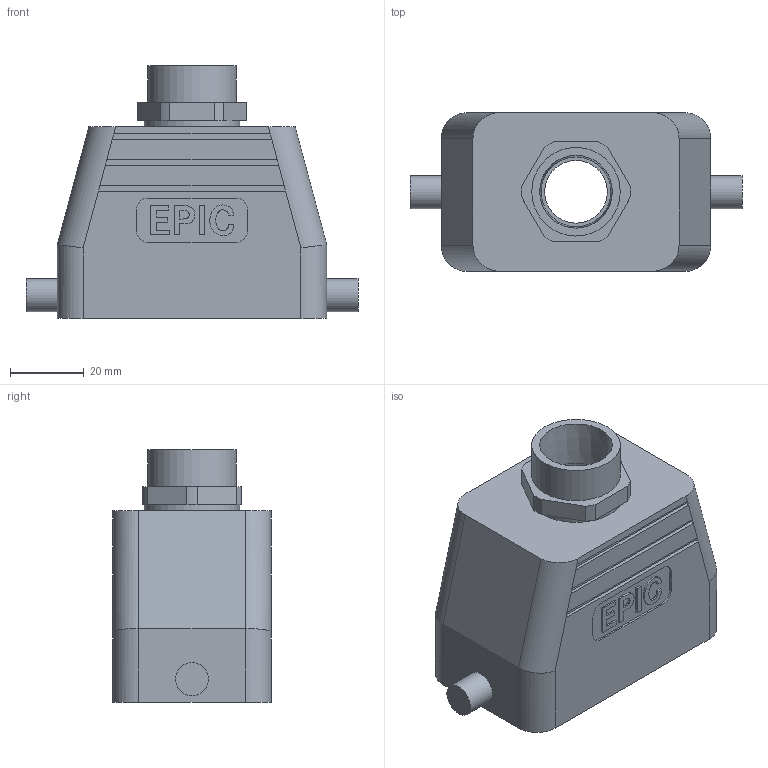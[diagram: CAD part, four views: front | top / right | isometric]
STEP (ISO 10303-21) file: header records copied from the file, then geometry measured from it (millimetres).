
FILE_DESCRIPTION( ( 'Unknown' ), '1' );
FILE_NAME( 'H_B_10_TG_RO_NPT_12.stp', 'Unknown', ( 'Unknown' ), ( 'Unknown' ), 'PSStep 11.0', 'Unknown', ' ' );
FILE_SCHEMA( ( 'AUTOMOTIVE_DESIGN { 1 0 10303 214 1 1 1 1 }' ) );
Length unit declared in the file: millimetre
Products named in the file (1): 1
Bounding box: 90 x 43 x 68.5 mm (x, y, z)
Volume: 52141.9 mm3; surface area: 29848 mm2
Topology: 1 solids, 1 shells, 164 faces, 410 edges, 265 vertices
Faces by surface type: plane 123, cylinder 36, extrusion 4, cone 1
Full cylindrical faces by diameter (mm): 2.459 x4, 9 x2, 17 x1, 18.923 x1, 24 x1, 26 x1
Entity records: 6282 total; most frequent: CARTESIAN_POINT 1135, ORIENTED_EDGE 790, DIRECTION 746, EDGE_CURVE 395, VECTOR 270, LINE 266, VERTEX_POINT 261, AXIS2_PLACEMENT_3D 238
